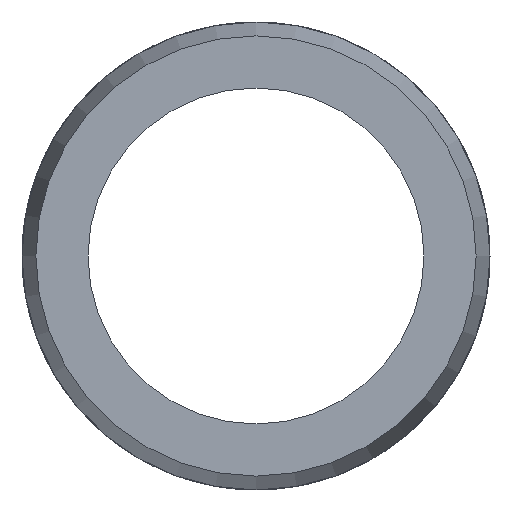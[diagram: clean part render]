
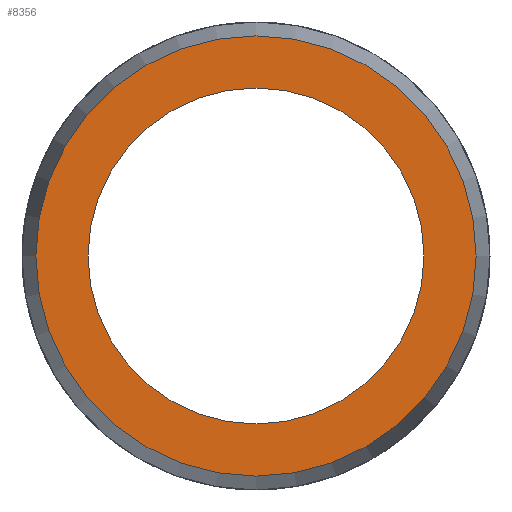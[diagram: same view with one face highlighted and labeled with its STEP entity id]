
A CAD part, front view. The second image highlights one B-rep face of the part: STEP entity #8356.
In plain terms, the highlighted planar face has unit normal (0, -1, 0).
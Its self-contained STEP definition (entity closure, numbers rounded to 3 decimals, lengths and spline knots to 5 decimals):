
#373=PLANE('',#8993);
#427=FACE_BOUND('',#1363,.T.);
#878=FACE_OUTER_BOUND('',#1362,.T.);
#1362=EDGE_LOOP('',(#7804,#7805));
#1363=EDGE_LOOP('',(#7806,#7807));
#3177=CIRCLE('',#8991,0.3625);
#3178=CIRCLE('',#8992,0.3625);
#3179=CIRCLE('',#8994,0.47508);
#3180=CIRCLE('',#8995,0.47508);
#4021=VERTEX_POINT('',#42064);
#4022=VERTEX_POINT('',#42066);
#4023=VERTEX_POINT('',#42070);
#4024=VERTEX_POINT('',#42071);
#5283=EDGE_CURVE('',#4022,#4021,#3177,.T.);
#5284=EDGE_CURVE('',#4021,#4022,#3178,.T.);
#5285=EDGE_CURVE('',#4023,#4024,#3179,.T.);
#5286=EDGE_CURVE('',#4024,#4023,#3180,.T.);
#7804=ORIENTED_EDGE('',*,*,#5285,.F.);
#7805=ORIENTED_EDGE('',*,*,#5286,.F.);
#7806=ORIENTED_EDGE('',*,*,#5283,.T.);
#7807=ORIENTED_EDGE('',*,*,#5284,.T.);
#8356=ADVANCED_FACE('',(#878,#427),#373,.T.);
#8991=AXIS2_PLACEMENT_3D('',#42067,#10777,#10778);
#8992=AXIS2_PLACEMENT_3D('',#42068,#10779,#10780);
#8993=AXIS2_PLACEMENT_3D('',#42069,#10781,#10782);
#8994=AXIS2_PLACEMENT_3D('',#42072,#10783,#10784);
#8995=AXIS2_PLACEMENT_3D('',#42073,#10785,#10786);
#10777=DIRECTION('center_axis',(0.,1.,0.));
#10778=DIRECTION('ref_axis',(-1.,0.,0.));
#10779=DIRECTION('center_axis',(0.,1.,0.));
#10780=DIRECTION('ref_axis',(-1.,0.,0.));
#10781=DIRECTION('center_axis',(0.,-1.,0.));
#10782=DIRECTION('ref_axis',(0.,0.,-1.));
#10783=DIRECTION('center_axis',(0.,1.,0.));
#10784=DIRECTION('ref_axis',(-1.,0.,0.));
#10785=DIRECTION('center_axis',(0.,1.,0.));
#10786=DIRECTION('ref_axis',(-1.,0.,0.));
#42064=CARTESIAN_POINT('',(0.3625,-3.95,0.));
#42066=CARTESIAN_POINT('',(-0.3625,-3.95,0.));
#42067=CARTESIAN_POINT('Origin',(0.,-3.95,0.));
#42068=CARTESIAN_POINT('Origin',(0.,-3.95,0.));
#42069=CARTESIAN_POINT('Origin',(-0.41879,-3.95,0.));
#42070=CARTESIAN_POINT('',(-0.47508,-3.95,0.));
#42071=CARTESIAN_POINT('',(0.47508,-3.95,0.));
#42072=CARTESIAN_POINT('Origin',(0.,-3.95,0.));
#42073=CARTESIAN_POINT('Origin',(0.,-3.95,0.));
